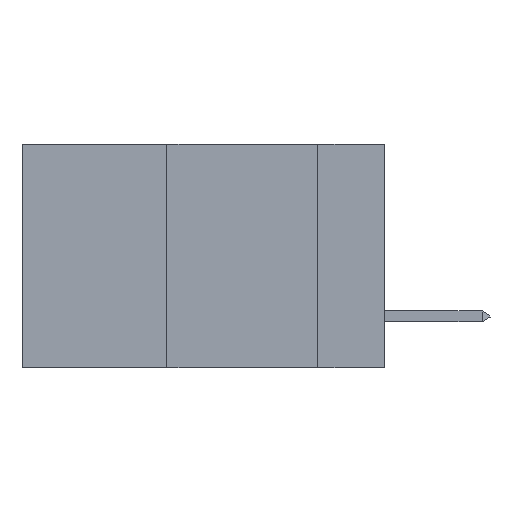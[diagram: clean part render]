
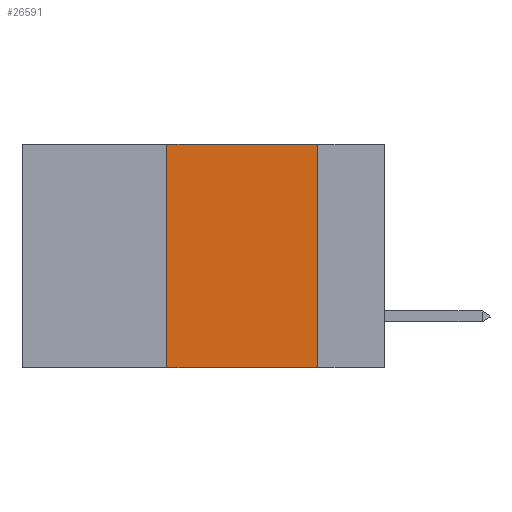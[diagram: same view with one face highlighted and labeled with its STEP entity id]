
A CAD part, left-side view. The second image highlights one B-rep face of the part: STEP entity #26591.
In plain terms, the highlighted planar face has unit normal (-1, 0, 0).
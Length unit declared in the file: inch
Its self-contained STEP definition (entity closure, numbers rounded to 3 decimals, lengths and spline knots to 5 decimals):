
#1239 = ORIENTED_EDGE ( 'NONE', *, *, #12920, .T. ) ;
#2044 = EDGE_CURVE ( 'NONE', #32535, #17329, #15873, .T. ) ;
#2206 = VECTOR ( 'NONE', #10199, 39.37008 ) ;
#2949 = CARTESIAN_POINT ( 'NONE',  ( 0., 0.6, 0. ) ) ;
#5004 = AXIS2_PLACEMENT_3D ( 'NONE', #38035, #34761, #29050 ) ;
#5699 = ORIENTED_EDGE ( 'NONE', *, *, #40060, .F. ) ;
#6742 = VECTOR ( 'NONE', #31002, 39.37008 ) ;
#8974 = FACE_OUTER_BOUND ( 'NONE', #34578, .T. ) ;
#8998 = VERTEX_POINT ( 'NONE', #37743 ) ;
#10199 = DIRECTION ( 'NONE',  ( 0., -1., 0. ) ) ;
#12304 = CARTESIAN_POINT ( 'NONE',  ( 0., 0.11, 0. ) ) ;
#12920 = EDGE_CURVE ( 'NONE', #27792, #17329, #20847, .T. ) ;
#15873 = LINE ( 'NONE', #12304, #26188 ) ;
#16444 = LINE ( 'NONE', #2949, #24352 ) ;
#16503 = LINE ( 'NONE', #27360, #6742 ) ;
#16536 = CARTESIAN_POINT ( 'NONE',  ( 0., 0.36, -0.37 ) ) ;
#17329 = VERTEX_POINT ( 'NONE', #38663 ) ;
#17562 = ORIENTED_EDGE ( 'NONE', *, *, #2044, .F. ) ;
#20847 = LINE ( 'NONE', #28910, #2206 ) ;
#22264 = PLANE ( 'NONE',  #5004 ) ;
#24323 = CARTESIAN_POINT ( 'NONE',  ( 0., 0.11, 0. ) ) ;
#24352 = VECTOR ( 'NONE', #33994, 39.37008 ) ;
#24654 = EDGE_CURVE ( 'NONE', #8998, #32535, #16444, .T. ) ;
#26188 = VECTOR ( 'NONE', #28302, 39.37008 ) ;
#26591 = ADVANCED_FACE ( 'NONE', ( #8974 ), #22264, .F. ) ;
#27360 = CARTESIAN_POINT ( 'NONE',  ( 0., 0.36, 0. ) ) ;
#27792 = VERTEX_POINT ( 'NONE', #16536 ) ;
#28302 = DIRECTION ( 'NONE',  ( 0., 0., -1. ) ) ;
#28910 = CARTESIAN_POINT ( 'NONE',  ( 0., 0.6, -0.37 ) ) ;
#29050 = DIRECTION ( 'NONE',  ( 0., 0., -1. ) ) ;
#31002 = DIRECTION ( 'NONE',  ( 0., 0., 1. ) ) ;
#32535 = VERTEX_POINT ( 'NONE', #24323 ) ;
#33545 = ORIENTED_EDGE ( 'NONE', *, *, #24654, .F. ) ;
#33994 = DIRECTION ( 'NONE',  ( 0., -1., 0. ) ) ;
#34578 = EDGE_LOOP ( 'NONE', ( #17562, #33545, #5699, #1239 ) ) ;
#34761 = DIRECTION ( 'NONE',  ( 1., 0., 0. ) ) ;
#37743 = CARTESIAN_POINT ( 'NONE',  ( 0., 0.36, 0. ) ) ;
#38035 = CARTESIAN_POINT ( 'NONE',  ( 0., 0.6, 0. ) ) ;
#38663 = CARTESIAN_POINT ( 'NONE',  ( 0., 0.11, -0.37 ) ) ;
#40060 = EDGE_CURVE ( 'NONE', #27792, #8998, #16503, .T. ) ;
